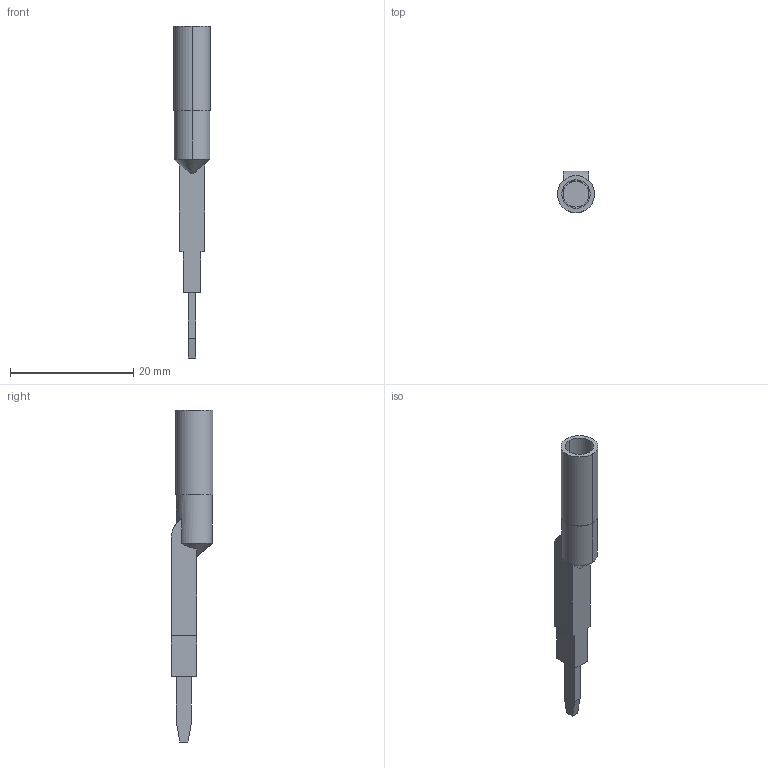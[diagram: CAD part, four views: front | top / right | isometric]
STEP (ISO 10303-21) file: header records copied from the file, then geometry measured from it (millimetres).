
FILE_DESCRIPTION(('STEP AP214'),'1');
FILE_NAME('cctmp_AB7E1EEC-90A4-410A-83FF-4F9E9E52CAC8_2023_07_24_21_56_32_0432..stp','2023-07-24T19:56:32',('SIEMENS A&D'),('CADClick - www.CADClick.com'),'Spatial InterOp 3D postprocessed',' ','unknown authorization');
FILE_SCHEMA(('AUTOMOTIVE_DESIGN'));
Length unit declared in the file: millimetre
Products named in the file (1): 2023_07_24_21_56_32_0432
Bounding box: 6 x 6.78 x 53.8 mm (x, y, z)
Volume: 742.6 mm3; surface area: 1105.7 mm2
Topology: 1 solids, 1 shells, 32 faces, 80 edges, 54 vertices
Faces by surface type: plane 20, cylinder 9, cone 3
Entity records: 1614 total; most frequent: CARTESIAN_POINT 710, ORIENTED_EDGE 160, DIRECTION 159, EDGE_CURVE 80, VERTEX_POINT 54, AXIS2_PLACEMENT_3D 53, LINE 53, VECTOR 53
